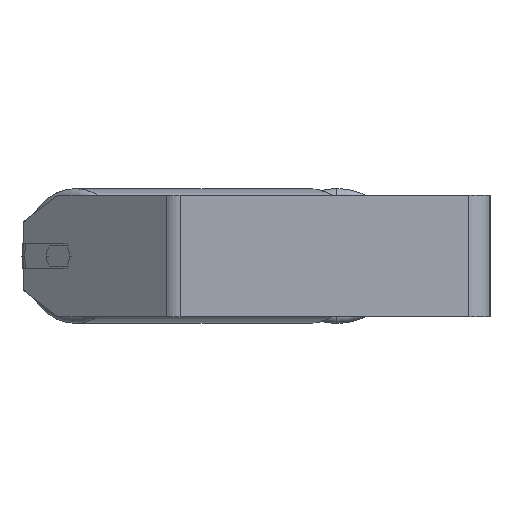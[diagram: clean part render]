
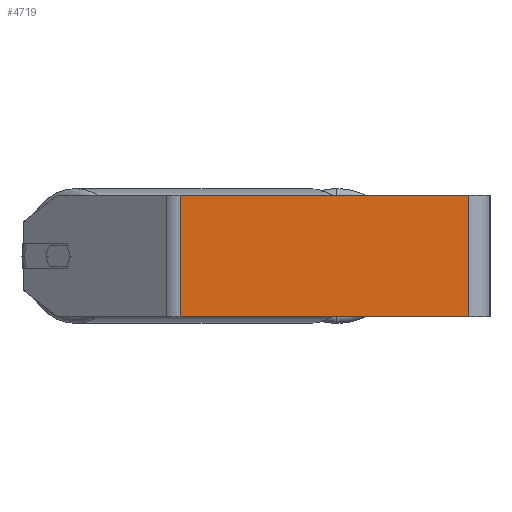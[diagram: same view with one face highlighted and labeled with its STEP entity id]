
A CAD part, left-side view. The second image highlights one B-rep face of the part: STEP entity #4719.
In plain terms, the highlighted planar face has unit normal (-1, 0, 0).
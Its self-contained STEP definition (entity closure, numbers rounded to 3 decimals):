
#121 = EDGE_CURVE ( 'NONE', #8763, #1199, #4539, .T. ) ;
#687 = ORIENTED_EDGE ( 'NONE', *, *, #3238, .F. ) ;
#924 = VECTOR ( 'NONE', #1552, 1000. ) ;
#1080 = LINE ( 'NONE', #8418, #4950 ) ;
#1199 = VERTEX_POINT ( 'NONE', #6454 ) ;
#1552 = DIRECTION ( 'NONE',  ( 0., 0., -1. ) ) ;
#1619 = CARTESIAN_POINT ( 'NONE',  ( -430., 14., -40. ) ) ;
#1886 = CARTESIAN_POINT ( 'NONE',  ( -430., 204.282, 40. ) ) ;
#2049 = EDGE_LOOP ( 'NONE', ( #8674, #7453, #687, #2332 ) ) ;
#2076 = CARTESIAN_POINT ( 'NONE',  ( -430., 14., 40. ) ) ;
#2242 = CARTESIAN_POINT ( 'NONE',  ( -430., 204.282, 40. ) ) ;
#2246 = DIRECTION ( 'NONE',  ( 1., 0., 0. ) ) ;
#2332 = ORIENTED_EDGE ( 'NONE', *, *, #121, .T. ) ;
#2430 = AXIS2_PLACEMENT_3D ( 'NONE', #2917, #2246, #6419 ) ;
#2917 = CARTESIAN_POINT ( 'NONE',  ( -430., 209.378, 40. ) ) ;
#3236 = VECTOR ( 'NONE', #3300, 1000. ) ;
#3238 = EDGE_CURVE ( 'NONE', #8763, #4916, #1080, .T. ) ;
#3300 = DIRECTION ( 'NONE',  ( 0., 0., -1. ) ) ;
#3761 = PLANE ( 'NONE',  #2430 ) ;
#4508 = EDGE_CURVE ( 'NONE', #1199, #6641, #8508, .T. ) ;
#4539 = LINE ( 'NONE', #1886, #3236 ) ;
#4719 = ADVANCED_FACE ( 'NONE', ( #8358 ), #3761, .F. ) ;
#4916 = VERTEX_POINT ( 'NONE', #6592 ) ;
#4950 = VECTOR ( 'NONE', #7721, 1000. ) ;
#6419 = DIRECTION ( 'NONE',  ( 0., 0., -1. ) ) ;
#6454 = CARTESIAN_POINT ( 'NONE',  ( -430., 204.282, -40. ) ) ;
#6592 = CARTESIAN_POINT ( 'NONE',  ( -430., 14., 40. ) ) ;
#6641 = VERTEX_POINT ( 'NONE', #1619 ) ;
#7099 = CARTESIAN_POINT ( 'NONE',  ( -430., 209.378, -40. ) ) ;
#7453 = ORIENTED_EDGE ( 'NONE', *, *, #8250, .F. ) ;
#7524 = LINE ( 'NONE', #2076, #924 ) ;
#7665 = VECTOR ( 'NONE', #8552, 1000. ) ;
#7721 = DIRECTION ( 'NONE',  ( 0., -1., 0. ) ) ;
#8250 = EDGE_CURVE ( 'NONE', #4916, #6641, #7524, .T. ) ;
#8358 = FACE_OUTER_BOUND ( 'NONE', #2049, .T. ) ;
#8418 = CARTESIAN_POINT ( 'NONE',  ( -430., 209.378, 40. ) ) ;
#8508 = LINE ( 'NONE', #7099, #7665 ) ;
#8552 = DIRECTION ( 'NONE',  ( 0., -1., 0. ) ) ;
#8674 = ORIENTED_EDGE ( 'NONE', *, *, #4508, .T. ) ;
#8763 = VERTEX_POINT ( 'NONE', #2242 ) ;
